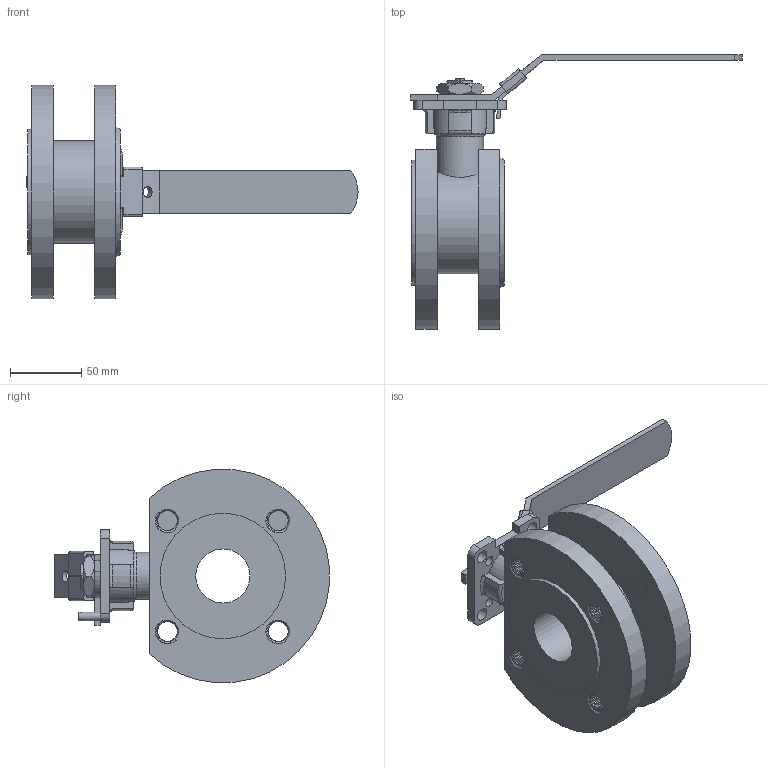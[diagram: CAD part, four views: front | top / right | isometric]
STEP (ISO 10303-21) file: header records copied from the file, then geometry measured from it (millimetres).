
FILE_DESCRIPTION(/* description */ ('Unknown'),/* implementation_level */ '2;1');
FILE_NAME(/* name */ '20200903-MD-57D-DN40',/* time_stamp */ '2020-09-03T17:26:45+08:00',/* author */ ('Unknown'),/* organization */ ('Unknown'),/* preprocessor_version */ 'ST-DEVELOPER v16.7',/* originating_system */ 'DEX',/* authorisation */ $);
FILE_SCHEMA (('AUTOMOTIVE_DESIGN {1 0 10303 214 3 1 1}'));
Products named in the file (1): DN40md7
Bounding box: 233 x 192.72 x 149.66 mm (x, y, z)
Volume: 643968.9 mm3; surface area: 134116.6 mm2
Topology: 6 solids, 6 shells, 314 faces, 1244 edges, 940 vertices
Faces by surface type: plane 108, cylinder 96, bspline 80, cone 18, torus 12
Full cylindrical faces by diameter (mm): 5 x2, 6 x1, 7 x4, 8 x1, 9 x4, 33.1 x1, 38 x1, 39 x1, 88 x1
Entity records: 46821 total; most frequent: CARTESIAN_POINT 37736, ORIENTED_EDGE 2434, DIRECTION 1335, EDGE_CURVE 1217, VERTEX_POINT 934, AXIS2_PLACEMENT_3D 487, EDGE_LOOP 379, FACE_BOUND 379
